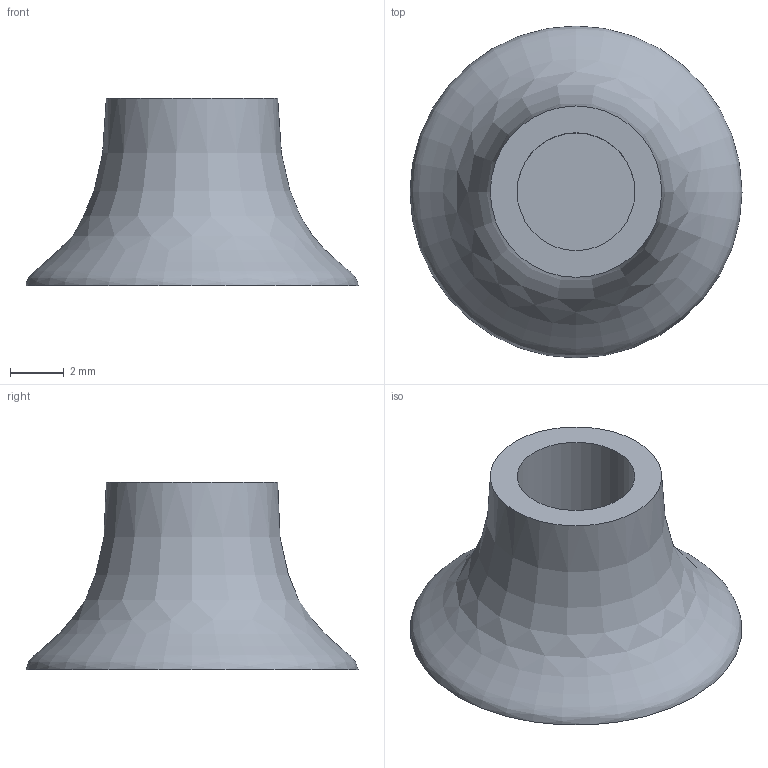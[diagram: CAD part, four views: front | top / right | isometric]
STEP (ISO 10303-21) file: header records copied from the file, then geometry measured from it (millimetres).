
FILE_DESCRIPTION(('FreeCAD Model'),'2;1');
FILE_NAME('M3x6x4.5_Stand.step','2020-11-03T07:35:22',('Author'),(''), 'Open CASCADE STEP processor 7.3','FreeCAD','Unknown');
FILE_SCHEMA(('AUTOMOTIVE_DESIGN { 1 0 10303 214 1 1 1 1 }'));
Length unit declared in the file: millimetre
Products named in the file (1): M3x6x4.5_Stand
Bounding box: 12.4 x 12.4 x 7 mm (x, y, z)
Volume: 289.5 mm3; surface area: 444.2 mm2
Topology: 1 solids, 1 shells, 5 faces, 6 edges, 4 vertices
Faces by surface type: plane 3, cylinder 1, revolution 1
Full cylindrical faces by diameter (mm): 4.4 x1
Entity records: 208 total; most frequent: CARTESIAN_POINT 35, DIRECTION 32, ORIENTED_EDGE 12, PCURVE 12, DEFINITIONAL_REPRESENTATION 12, AXIS2_PLACEMENT_3D 9, LINE 9, VECTOR 9
